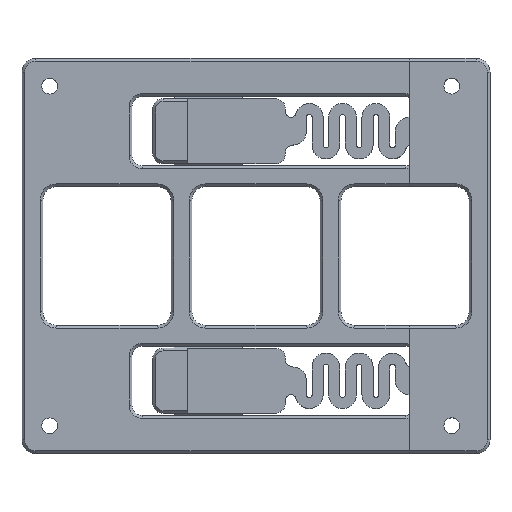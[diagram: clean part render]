
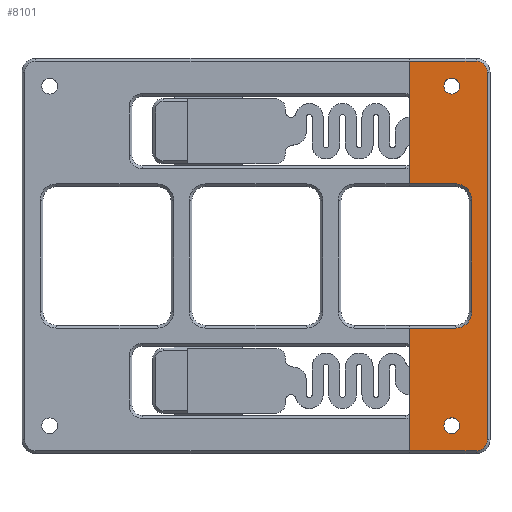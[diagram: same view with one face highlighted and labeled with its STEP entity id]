
A CAD part, top view. The second image highlights one B-rep face of the part: STEP entity #8101.
In plain terms, the highlighted planar face has unit normal (0, 0, 1).
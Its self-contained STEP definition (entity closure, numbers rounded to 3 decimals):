
#162=FACE_BOUND('',#1275,.T.);
#163=FACE_BOUND('',#1276,.T.);
#356=PLANE('',#8810);
#783=FACE_OUTER_BOUND('',#1274,.T.);
#1274=EDGE_LOOP('',(#6943,#6944,#6945,#6946,#6947,#6948,#6949,#6950,#6951,
#6952,#6953,#6954));
#1275=EDGE_LOOP('',(#6955));
#1276=EDGE_LOOP('',(#6956));
#1851=LINE('',#12677,#2746);
#1852=LINE('',#12680,#2747);
#1859=LINE('',#12698,#2754);
#2080=LINE('',#13263,#2975);
#2083=LINE('',#13274,#2978);
#2085=LINE('',#13278,#2980);
#2086=LINE('',#13280,#2981);
#2087=LINE('',#13283,#2982);
#2746=VECTOR('',#10142,10.);
#2747=VECTOR('',#10145,1.);
#2754=VECTOR('',#10160,10.);
#2975=VECTOR('',#10733,10.);
#2978=VECTOR('',#10744,10.);
#2980=VECTOR('',#10748,1.);
#2981=VECTOR('',#10749,10.);
#2982=VECTOR('',#10752,10.);
#3387=CIRCLE('',#8622,2.4);
#3389=CIRCLE('',#8627,1.6);
#3411=CIRCLE('',#8686,1.15);
#3442=CIRCLE('',#8808,2.4);
#3443=CIRCLE('',#8811,1.6);
#3444=CIRCLE('',#8812,1.15);
#3890=VERTEX_POINT('',#12665);
#3891=VERTEX_POINT('',#12667);
#3894=VERTEX_POINT('',#12674);
#3895=VERTEX_POINT('',#12679);
#3899=VERTEX_POINT('',#12689);
#3901=VERTEX_POINT('',#12692);
#3944=VERTEX_POINT('',#12857);
#4046=VERTEX_POINT('',#13261);
#4048=VERTEX_POINT('',#13267);
#4050=VERTEX_POINT('',#13272);
#4051=VERTEX_POINT('',#13277);
#4052=VERTEX_POINT('',#13279);
#4053=VERTEX_POINT('',#13281);
#4054=VERTEX_POINT('',#13284);
#4777=EDGE_CURVE('',#3891,#3890,#3387,.T.);
#4782=EDGE_CURVE('',#3894,#3891,#1851,.T.);
#4783=EDGE_CURVE('',#3895,#3894,#1852,.T.);
#4789=EDGE_CURVE('',#3901,#3899,#3389,.T.);
#4792=EDGE_CURVE('',#3899,#3895,#1859,.T.);
#4874=EDGE_CURVE('',#3944,#3944,#3411,.T.);
#5063=EDGE_CURVE('',#4046,#3890,#2080,.T.);
#5066=EDGE_CURVE('',#4048,#4046,#3442,.T.);
#5068=EDGE_CURVE('',#4050,#4048,#2083,.T.);
#5070=EDGE_CURVE('',#4051,#4050,#2085,.T.);
#5071=EDGE_CURVE('',#4052,#4051,#2086,.T.);
#5072=EDGE_CURVE('',#4053,#4052,#3443,.T.);
#5073=EDGE_CURVE('',#4053,#3901,#2087,.T.);
#5074=EDGE_CURVE('',#4054,#4054,#3444,.T.);
#6943=ORIENTED_EDGE('',*,*,#5063,.F.);
#6944=ORIENTED_EDGE('',*,*,#5066,.F.);
#6945=ORIENTED_EDGE('',*,*,#5068,.F.);
#6946=ORIENTED_EDGE('',*,*,#5070,.F.);
#6947=ORIENTED_EDGE('',*,*,#5071,.F.);
#6948=ORIENTED_EDGE('',*,*,#5072,.F.);
#6949=ORIENTED_EDGE('',*,*,#5073,.T.);
#6950=ORIENTED_EDGE('',*,*,#4789,.T.);
#6951=ORIENTED_EDGE('',*,*,#4792,.T.);
#6952=ORIENTED_EDGE('',*,*,#4783,.T.);
#6953=ORIENTED_EDGE('',*,*,#4782,.T.);
#6954=ORIENTED_EDGE('',*,*,#4777,.T.);
#6955=ORIENTED_EDGE('',*,*,#4874,.F.);
#6956=ORIENTED_EDGE('',*,*,#5074,.T.);
#8101=ADVANCED_FACE('',(#783,#162,#163),#356,.T.);
#8622=AXIS2_PLACEMENT_3D('',#12668,#10133,#10134);
#8627=AXIS2_PLACEMENT_3D('',#12693,#10153,#10154);
#8686=AXIS2_PLACEMENT_3D('',#12858,#10334,#10335);
#8808=AXIS2_PLACEMENT_3D('',#13269,#10739,#10740);
#8810=AXIS2_PLACEMENT_3D('',#13276,#10746,#10747);
#8811=AXIS2_PLACEMENT_3D('',#13282,#10750,#10751);
#8812=AXIS2_PLACEMENT_3D('',#13285,#10753,#10754);
#10133=DIRECTION('center_axis',(0.,0.,-1.));
#10134=DIRECTION('ref_axis',(0.707,0.707,0.));
#10142=DIRECTION('',(1.,0.,0.));
#10145=DIRECTION('',(0.,-1.,0.));
#10153=DIRECTION('center_axis',(0.,0.,1.));
#10154=DIRECTION('ref_axis',(0.707,0.707,0.));
#10160=DIRECTION('',(-1.,0.,0.));
#10334=DIRECTION('center_axis',(0.,0.,1.));
#10335=DIRECTION('ref_axis',(-1.,0.,0.));
#10733=DIRECTION('',(0.,1.,0.));
#10739=DIRECTION('center_axis',(0.,0.,1.));
#10740=DIRECTION('ref_axis',(0.707,-0.707,0.));
#10744=DIRECTION('',(1.,0.,0.));
#10746=DIRECTION('center_axis',(0.,0.,1.));
#10747=DIRECTION('ref_axis',(-1.,0.,0.));
#10748=DIRECTION('',(0.,1.,0.));
#10749=DIRECTION('',(-1.,0.,0.));
#10750=DIRECTION('center_axis',(0.,0.,-1.));
#10751=DIRECTION('ref_axis',(0.707,-0.707,0.));
#10752=DIRECTION('',(0.,1.,0.));
#10753=DIRECTION('center_axis',(0.,0.,-1.));
#10754=DIRECTION('ref_axis',(-1.,0.,0.));
#12665=CARTESIAN_POINT('',(64.4,36.,7.6));
#12667=CARTESIAN_POINT('',(62.,38.4,7.6));
#12668=CARTESIAN_POINT('Origin',(62.,36.,7.6));
#12674=CARTESIAN_POINT('',(55.355,38.4,7.6));
#12677=CARTESIAN_POINT('',(62.07,38.4,7.6));
#12679=CARTESIAN_POINT('',(55.355,56.1,7.6));
#12680=CARTESIAN_POINT('',(55.355,55.,7.6));
#12689=CARTESIAN_POINT('',(65.,56.1,7.6));
#12692=CARTESIAN_POINT('',(66.6,54.5,7.6));
#12693=CARTESIAN_POINT('Origin',(65.,54.5,7.6));
#12698=CARTESIAN_POINT('',(29.82,56.1,7.6));
#12857=CARTESIAN_POINT('',(62.65,52.5,7.6));
#12858=CARTESIAN_POINT('Origin',(61.5,52.5,7.6));
#13261=CARTESIAN_POINT('',(64.4,20.,7.6));
#13263=CARTESIAN_POINT('',(64.4,19.,7.6));
#13267=CARTESIAN_POINT('',(62.,17.6,7.6));
#13269=CARTESIAN_POINT('Origin',(62.,20.,7.6));
#13272=CARTESIAN_POINT('',(55.355,17.6,7.6));
#13274=CARTESIAN_POINT('',(62.07,17.6,7.6));
#13276=CARTESIAN_POINT('Origin',(60.14,10.,7.6));
#13277=CARTESIAN_POINT('',(55.355,-0.1,7.6));
#13278=CARTESIAN_POINT('',(55.355,1.,7.6));
#13279=CARTESIAN_POINT('',(65.,-0.1,7.6));
#13280=CARTESIAN_POINT('',(29.82,-0.1,7.6));
#13281=CARTESIAN_POINT('',(66.6,1.5,7.6));
#13282=CARTESIAN_POINT('Origin',(65.,1.5,7.6));
#13283=CARTESIAN_POINT('',(66.6,51.25,7.6));
#13284=CARTESIAN_POINT('',(62.65,3.5,7.6));
#13285=CARTESIAN_POINT('Origin',(61.5,3.5,7.6));
